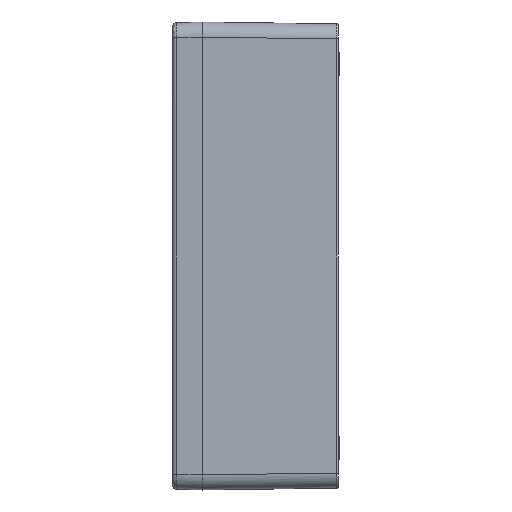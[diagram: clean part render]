
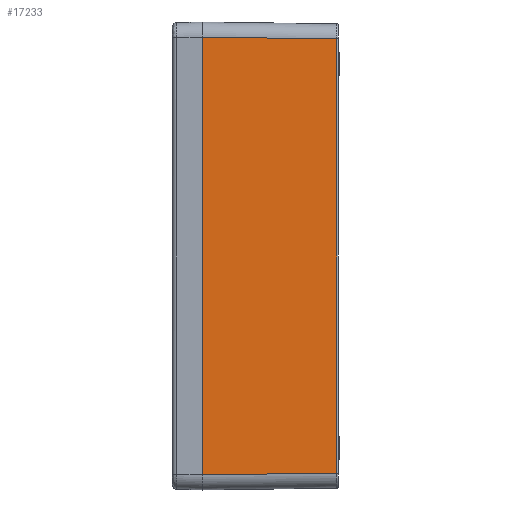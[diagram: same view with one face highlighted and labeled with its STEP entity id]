
A CAD part, left-side view. The second image highlights one B-rep face of the part: STEP entity #17233.
In plain terms, the highlighted planar face has unit normal (-1, -0.014, 0).
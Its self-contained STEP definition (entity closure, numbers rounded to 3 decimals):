
#1004 = CARTESIAN_POINT ( 'NONE',  ( -201.25, 90., -162.706 ) ) ;
#1056 = EDGE_LOOP ( 'NONE', ( #18878, #4014, #2820, #5976 ) ) ;
#2266 = EDGE_CURVE ( 'NONE', #10148, #13859, #10908, .T. ) ;
#2820 = ORIENTED_EDGE ( 'NONE', *, *, #22669, .T. ) ;
#3856 = CARTESIAN_POINT ( 'NONE',  ( -200.007, 0.986, 143.758 ) ) ;
#4014 = ORIENTED_EDGE ( 'NONE', *, *, #12448, .F. ) ;
#4977 = CARTESIAN_POINT ( 'NONE',  ( -201.25, 90., -145.001 ) ) ;
#5216 = LINE ( 'NONE', #15410, #21796 ) ;
#5976 = ORIENTED_EDGE ( 'NONE', *, *, #8798, .F. ) ;
#6021 = VERTEX_POINT ( 'NONE', #6286 ) ;
#6286 = CARTESIAN_POINT ( 'NONE',  ( -201.25, 90., -145.001 ) ) ;
#6577 = CARTESIAN_POINT ( 'NONE',  ( -200.007, 0.986, 143.758 ) ) ;
#7437 = CARTESIAN_POINT ( 'NONE',  ( -200.007, 0.986, -143.758 ) ) ;
#8798 = EDGE_CURVE ( 'NONE', #13859, #8973, #19243, .T. ) ;
#8973 = VERTEX_POINT ( 'NONE', #15162 ) ;
#9662 = CARTESIAN_POINT ( 'NONE',  ( -200.836, 60.329, 144.587 ) ) ;
#10018 = CARTESIAN_POINT ( 'NONE',  ( -200.421, 30.657, 144.172 ) ) ;
#10148 = VERTEX_POINT ( 'NONE', #14086 ) ;
#10908 = B_SPLINE_CURVE_WITH_KNOTS ( 'NONE', 3,
 ( #16963, #9662, #10018, #6577 ),
 .UNSPECIFIED., .F., .F.,
 ( 4, 4 ),
 ( 0., 1. ),
 .UNSPECIFIED. ) ;
#11441 = FACE_OUTER_BOUND ( 'NONE', #1056, .T. ) ;
#12448 = EDGE_CURVE ( 'NONE', #6021, #10148, #5216, .T. ) ;
#12504 = CARTESIAN_POINT ( 'NONE',  ( -200.007, 0.986, -47.919 ) ) ;
#13263 = PLANE ( 'NONE',  #19434 ) ;
#13510 = CARTESIAN_POINT ( 'NONE',  ( -200.421, 30.657, -144.172 ) ) ;
#13734 = CARTESIAN_POINT ( 'NONE',  ( -200.836, 60.329, -144.587 ) ) ;
#13859 = VERTEX_POINT ( 'NONE', #16551 ) ;
#14086 = CARTESIAN_POINT ( 'NONE',  ( -201.25, 90., 145.001 ) ) ;
#15124 = DIRECTION ( 'NONE',  ( -1., -0.014, 0. ) ) ;
#15162 = CARTESIAN_POINT ( 'NONE',  ( -200.007, 0.986, -143.758 ) ) ;
#15295 = B_SPLINE_CURVE_WITH_KNOTS ( 'NONE', 3,
 ( #4977, #13734, #13510, #18863 ),
 .UNSPECIFIED., .F., .F.,
 ( 4, 4 ),
 ( 0., 1. ),
 .UNSPECIFIED. ) ;
#15410 = CARTESIAN_POINT ( 'NONE',  ( -201.25, 90., -145.001 ) ) ;
#15829 = DIRECTION ( 'NONE',  ( 0., 0., 1. ) ) ;
#16551 = CARTESIAN_POINT ( 'NONE',  ( -200.007, 0.986, 143.758 ) ) ;
#16963 = CARTESIAN_POINT ( 'NONE',  ( -201.25, 90., 145.001 ) ) ;
#17233 = ADVANCED_FACE ( 'NONE', ( #11441 ), #13263, .T. ) ;
#17435 = DIRECTION ( 'NONE',  ( -0.014, 1., 0. ) ) ;
#17839 = CARTESIAN_POINT ( 'NONE',  ( -200.007, 0.986, 47.919 ) ) ;
#18863 = CARTESIAN_POINT ( 'NONE',  ( -200.007, 0.986, -143.758 ) ) ;
#18878 = ORIENTED_EDGE ( 'NONE', *, *, #2266, .F. ) ;
#19243 = B_SPLINE_CURVE_WITH_KNOTS ( 'NONE', 3,
 ( #3856, #17839, #12504, #7437 ),
 .UNSPECIFIED., .F., .F.,
 ( 4, 4 ),
 ( 0., 1. ),
 .UNSPECIFIED. ) ;
#19434 = AXIS2_PLACEMENT_3D ( 'NONE', #1004, #15124, #17435 ) ;
#21796 = VECTOR ( 'NONE', #15829, 1000. ) ;
#22669 = EDGE_CURVE ( 'NONE', #6021, #8973, #15295, .T. ) ;
